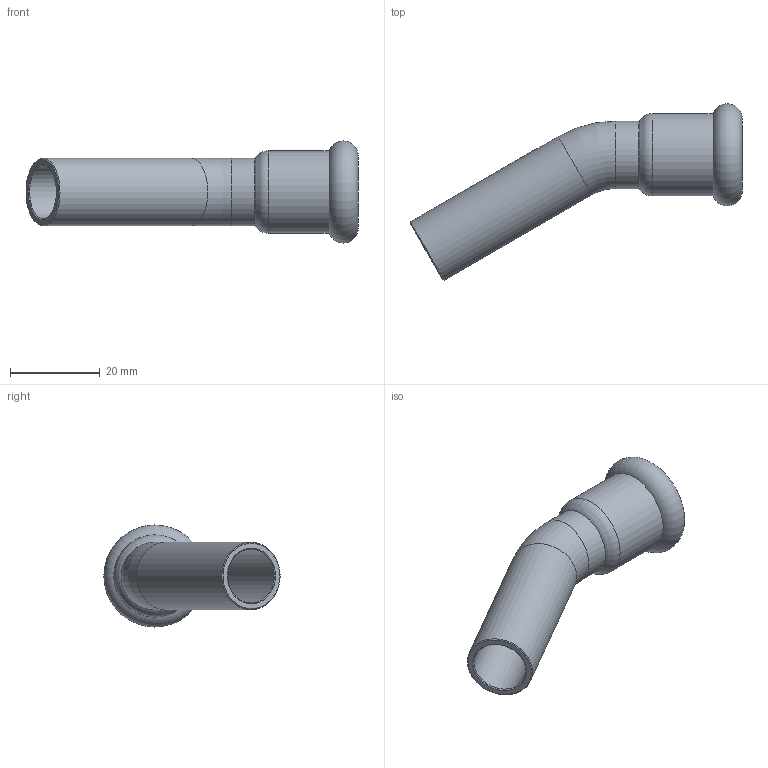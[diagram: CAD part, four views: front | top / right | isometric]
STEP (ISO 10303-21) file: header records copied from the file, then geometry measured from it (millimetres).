
FILE_DESCRIPTION(/* description */ ('Curva 30° MF De15'),/* implementation_level */ '2;1');
FILE_NAME(/* name */ '181015301_Inoxpres.stp',/* time_stamp */ '2022-10-10T16:26:41+02:00',/* author */ ('Vault'),/* organization */ ('Raccorderie metalliche s.p.a. '),/* preprocessor_version */ 'ST-DEVELOPER v18.1',/* originating_system */ 'Autodesk Inventor 2020',/* authorisation */ 'Raccorderie metalliche s.p.a. ');
FILE_SCHEMA (('AUTOMOTIVE_DESIGN { 1 0 10303 214 3 1 1 }'));
Length unit declared in the file: millimetre
Products named in the file (1): 181015301_Inoxpres
Bounding box: 73.89 x 39.25 x 22.71 mm (x, y, z)
Volume: 5791.6 mm3; surface area: 7226.1 mm2
Topology: 1 solids, 1 shells, 19 faces, 64 edges, 46 vertices
Faces by surface type: cylinder 8, torus 7, cone 3, plane 1
Full cylindrical faces by diameter (mm): 12 x2, 15 x2, 15.3 x1, 15.7 x2, 18.3 x1
Entity records: 796 total; most frequent: DIRECTION 157, CARTESIAN_POINT 130, ORIENTED_EDGE 128, AXIS2_PLACEMENT_3D 73, EDGE_CURVE 64, CIRCLE 53, VERTEX_POINT 46, EDGE_LOOP 20
